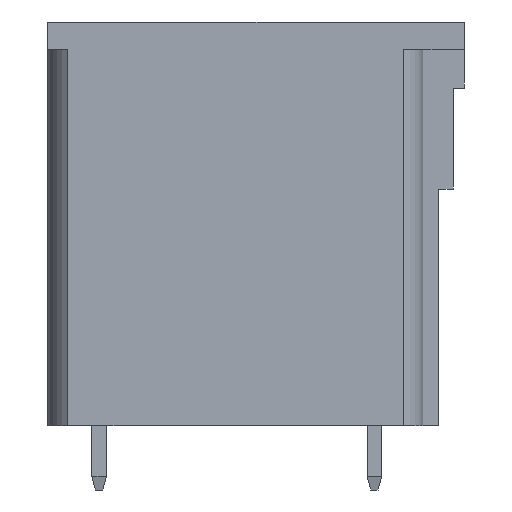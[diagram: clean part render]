
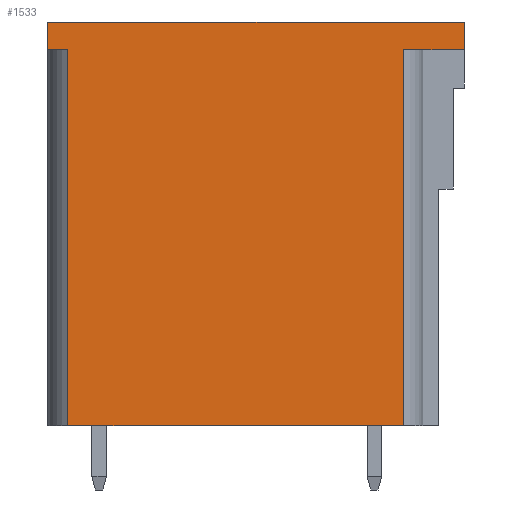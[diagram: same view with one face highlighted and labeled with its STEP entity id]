
A CAD part, left-side view. The second image highlights one B-rep face of the part: STEP entity #1533.
In plain terms, the highlighted planar face has unit normal (-1, 0, 0).
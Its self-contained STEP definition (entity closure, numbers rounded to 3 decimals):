
#1533 = ADVANCED_FACE( '', ( #3292 ), #3293, .F. );
#3292 = FACE_OUTER_BOUND( '', #5314, .T. );
#3293 = PLANE( '', #5315 );
#5314 = EDGE_LOOP( '', ( #9557, #9558, #9559, #9560, #9561, #9562, #9563, #9564 ) );
#5315 = AXIS2_PLACEMENT_3D( '', #9565, #9566, #9567 );
#9557 = ORIENTED_EDGE( '', *, *, #14055, .F. );
#9558 = ORIENTED_EDGE( '', *, *, #13590, .F. );
#9559 = ORIENTED_EDGE( '', *, *, #12659, .F. );
#9560 = ORIENTED_EDGE( '', *, *, #14056, .F. );
#9561 = ORIENTED_EDGE( '', *, *, #13757, .F. );
#9562 = ORIENTED_EDGE( '', *, *, #14057, .F. );
#9563 = ORIENTED_EDGE( '', *, *, #13567, .T. );
#9564 = ORIENTED_EDGE( '', *, *, #14058, .T. );
#9565 = CARTESIAN_POINT( '', ( -12.815, 0., 0. ) );
#9566 = DIRECTION( '', ( 1., 0., 0. ) );
#9567 = DIRECTION( '', ( 0., 0., -1. ) );
#12659 = EDGE_CURVE( '', #15331, #15333, #15334, .T. );
#13567 = EDGE_CURVE( '', #16814, #16812, #16815, .T. );
#13590 = EDGE_CURVE( '', #15333, #16840, #16844, .T. );
#13757 = EDGE_CURVE( '', #17083, #17086, #17087, .T. );
#14055 = EDGE_CURVE( '', #16840, #17500, #17501, .T. );
#14056 = EDGE_CURVE( '', #17086, #15331, #17502, .T. );
#14057 = EDGE_CURVE( '', #16814, #17083, #17503, .T. );
#14058 = EDGE_CURVE( '', #16812, #17500, #17504, .T. );
#15331 = VERTEX_POINT( '', #19143 );
#15333 = VERTEX_POINT( '', #19146 );
#15334 = LINE( '', #19147, #19148 );
#16812 = VERTEX_POINT( '', #21447 );
#16814 = VERTEX_POINT( '', #21450 );
#16815 = LINE( '', #21451, #21452 );
#16840 = VERTEX_POINT( '', #21490 );
#16844 = LINE( '', #21496, #21497 );
#17083 = VERTEX_POINT( '', #21903 );
#17086 = VERTEX_POINT( '', #21907 );
#17087 = LINE( '', #21908, #21909 );
#17500 = VERTEX_POINT( '', #22624 );
#17501 = LINE( '', #22625, #22626 );
#17502 = LINE( '', #22627, #22628 );
#17503 = LINE( '', #22629, #22630 );
#17504 = LINE( '', #22631, #22632 );
#19143 = CARTESIAN_POINT( '', ( -12.815, -11.35, -1.5 ) );
#19146 = CARTESIAN_POINT( '', ( -12.815, -8.05, -1.5 ) );
#19147 = CARTESIAN_POINT( '', ( -12.815, -11.35, -1.5 ) );
#19148 = VECTOR( '', #23971, 1000. );
#21447 = CARTESIAN_POINT( '', ( -12.815, 10.25, -1.5 ) );
#21450 = CARTESIAN_POINT( '', ( -12.815, 11.35, -1.5 ) );
#21451 = CARTESIAN_POINT( '', ( -12.815, 11.35, -1.5 ) );
#21452 = VECTOR( '', #24767, 1000. );
#21490 = CARTESIAN_POINT( '', ( -12.815, -8.05, -22. ) );
#21496 = CARTESIAN_POINT( '', ( -12.815, -8.05, -1.5 ) );
#21497 = VECTOR( '', #24783, 1000. );
#21903 = CARTESIAN_POINT( '', ( -12.815, 11.35, 0. ) );
#21907 = CARTESIAN_POINT( '', ( -12.815, -11.35, 0. ) );
#21908 = CARTESIAN_POINT( '', ( -12.815, 11.35, 0. ) );
#21909 = VECTOR( '', #24922, 1000. );
#22624 = CARTESIAN_POINT( '', ( -12.815, 10.25, -22. ) );
#22625 = CARTESIAN_POINT( '', ( -12.815, -9.95, -22. ) );
#22626 = VECTOR( '', #25159, 1000. );
#22627 = CARTESIAN_POINT( '', ( -12.815, -11.35, 0. ) );
#22628 = VECTOR( '', #25160, 1000. );
#22629 = CARTESIAN_POINT( '', ( -12.815, 11.35, -22. ) );
#22630 = VECTOR( '', #25161, 1000. );
#22631 = CARTESIAN_POINT( '', ( -12.815, 10.25, -1.5 ) );
#22632 = VECTOR( '', #25162, 1000. );
#23971 = DIRECTION( '', ( 0., 1., 0. ) );
#24767 = DIRECTION( '', ( 0., -1., 0. ) );
#24783 = DIRECTION( '', ( 0., 0., -1. ) );
#24922 = DIRECTION( '', ( 0., -1., 0. ) );
#25159 = DIRECTION( '', ( 0., 1., 0. ) );
#25160 = DIRECTION( '', ( 0., 0., -1. ) );
#25161 = DIRECTION( '', ( 0., 0., 1. ) );
#25162 = DIRECTION( '', ( 0., 0., -1. ) );
